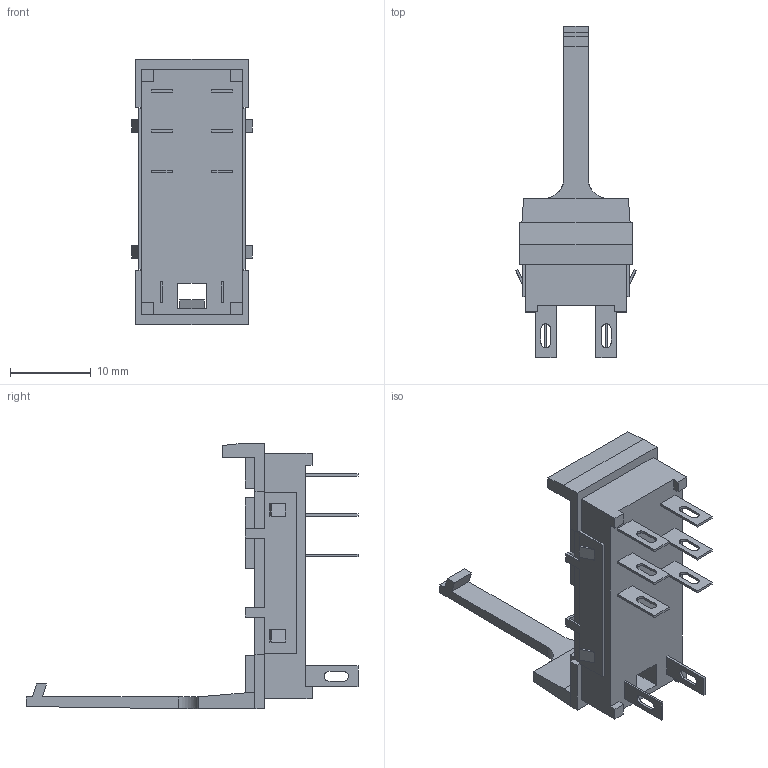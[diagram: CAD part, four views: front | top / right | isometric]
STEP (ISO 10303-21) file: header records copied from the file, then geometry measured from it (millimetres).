
FILE_DESCRIPTION (( 'STEP AP214' ), '1' );
FILE_NAME ('P2R-08P.STEP', '2024-08-31T02:53:25', ( '' ), ( '' ), 'SwSTEP 2.0', 'SolidWorks 2016', '' );
FILE_SCHEMA (( 'AUTOMOTIVE_DESIGN' ));
Length unit declared in the file: millimetre
Products named in the file (1): P2R-08P
Bounding box: 15 x 41.2 x 33 mm (x, y, z)
Volume: 2892.8 mm3; surface area: 3049.1 mm2
Topology: 1 solids, 1 shells, 521 faces, 1438 edges, 936 vertices
Faces by surface type: plane 481, cylinder 40
Entity records: 16400 total; most frequent: CARTESIAN_POINT 2902, ORIENTED_EDGE 2876, DIRECTION 2630, EDGE_CURVE 1438, VECTOR 1286, LINE 1286, VERTEX_POINT 936, AXIS2_PLACEMENT_3D 672
